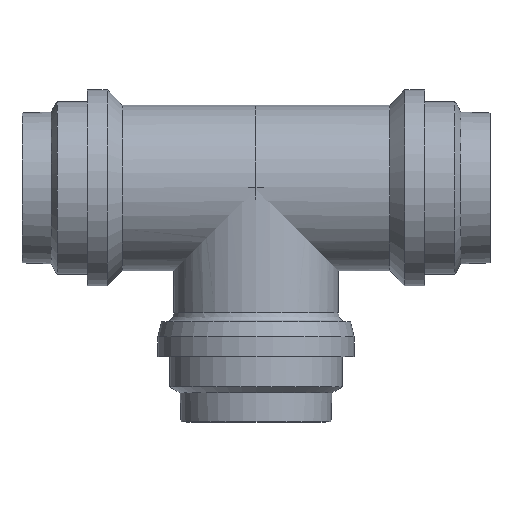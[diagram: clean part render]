
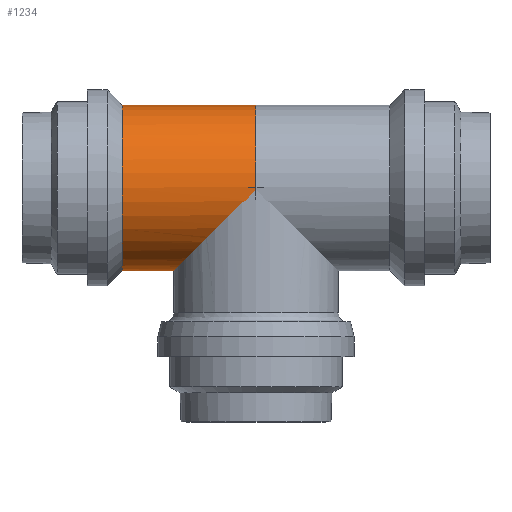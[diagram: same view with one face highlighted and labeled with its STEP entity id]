
A CAD part, top view. The second image highlights one B-rep face of the part: STEP entity #1234.
In plain terms, the highlighted cylindrical face has radius 70.792 mm (diameter 141.584 mm), a partial arc.
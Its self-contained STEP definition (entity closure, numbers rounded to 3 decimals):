
#106=B_SPLINE_CURVE_WITH_KNOTS('',3,(#2269,#2270,#2271,#2272,#2273,#2274,
#2275,#2276,#2277,#2278,#2279,#2280,#2281,#2282,#2283,#2284,#2285,#2286),
 .UNSPECIFIED.,.F.,.F.,(4,2,2,2,2,2,2,2,4),(-26.482,-25.393,
-24.304,-23.216,-22.127,-21.009,
-19.891,-18.773,-17.655),.UNSPECIFIED.);
#152=CYLINDRICAL_SURFACE('',#1341,70.792);
#206=FACE_OUTER_BOUND('',#280,.T.);
#280=EDGE_LOOP('',(#948,#949,#950,#951,#952));
#351=LINE('',#2243,#433);
#352=LINE('',#2265,#434);
#433=VECTOR('',#1592,304.8);
#434=VECTOR('',#1595,304.8);
#519=CIRCLE('',#1342,70.792);
#520=CIRCLE('',#1343,70.792);
#591=VERTEX_POINT('',#2239);
#592=VERTEX_POINT('',#2240);
#593=VERTEX_POINT('',#2242);
#595=VERTEX_POINT('',#2246);
#596=VERTEX_POINT('',#2268);
#711=EDGE_CURVE('',#592,#593,#351,.T.);
#714=EDGE_CURVE('',#595,#591,#352,.T.);
#715=EDGE_CURVE('',#592,#591,#519,.T.);
#716=EDGE_CURVE('',#595,#596,#106,.T.);
#717=EDGE_CURVE('',#596,#593,#520,.T.);
#948=ORIENTED_EDGE('',*,*,#711,.F.);
#949=ORIENTED_EDGE('',*,*,#715,.T.);
#950=ORIENTED_EDGE('',*,*,#714,.F.);
#951=ORIENTED_EDGE('',*,*,#716,.T.);
#952=ORIENTED_EDGE('',*,*,#717,.T.);
#1234=ADVANCED_FACE('',(#206),#152,.T.);
#1341=AXIS2_PLACEMENT_3D('',#2266,#1596,#1597);
#1342=AXIS2_PLACEMENT_3D('',#2267,#1598,#1599);
#1343=AXIS2_PLACEMENT_3D('',#2287,#1600,#1601);
#1592=DIRECTION('',(1.,0.,0.));
#1595=DIRECTION('',(-1.,0.,0.));
#1596=DIRECTION('center_axis',(1.,0.,0.));
#1597=DIRECTION('ref_axis',(0.,-1.,0.));
#1598=DIRECTION('center_axis',(1.,0.,0.));
#1599=DIRECTION('ref_axis',(0.,-1.,0.));
#1600=DIRECTION('center_axis',(-1.,0.,0.));
#1601=DIRECTION('ref_axis',(0.,-1.,0.));
#2239=CARTESIAN_POINT('',(-114.5,-70.792,0.));
#2240=CARTESIAN_POINT('',(-114.5,70.792,0.));
#2242=CARTESIAN_POINT('',(0.,70.792,0.));
#2243=CARTESIAN_POINT('',(-114.5,70.792,0.));
#2246=CARTESIAN_POINT('',(-55.,-70.792,0.));
#2265=CARTESIAN_POINT('',(-55.,-70.792,0.));
#2266=CARTESIAN_POINT('Origin',(-200.5,0.,0.));
#2267=CARTESIAN_POINT('Origin',(-114.5,0.,0.));
#2268=CARTESIAN_POINT('',(0.,-44.57,55.));
#2269=CARTESIAN_POINT('Ctrl Pts',(-55.,-70.792,0.));
#2270=CARTESIAN_POINT('Ctrl Pts',(-55.,-70.792,3.63));
#2271=CARTESIAN_POINT('Ctrl Pts',(-54.635,-70.507,7.332));
#2272=CARTESIAN_POINT('Ctrl Pts',(-53.157,-69.368,14.596));
#2273=CARTESIAN_POINT('Ctrl Pts',(-52.045,-68.515,18.158));
#2274=CARTESIAN_POINT('Ctrl Pts',(-49.178,-66.363,24.898));
#2275=CARTESIAN_POINT('Ctrl Pts',(-47.421,-65.064,28.085));
#2276=CARTESIAN_POINT('Ctrl Pts',(-43.441,-62.223,33.917));
#2277=CARTESIAN_POINT('Ctrl Pts',(-41.218,-60.683,36.563));
#2278=CARTESIAN_POINT('Ctrl Pts',(-36.501,-57.581,41.28));
#2279=CARTESIAN_POINT('Ctrl Pts',(-33.819,-55.897,43.517));
#2280=CARTESIAN_POINT('Ctrl Pts',(-27.981,-52.571,47.482));
#2281=CARTESIAN_POINT('Ctrl Pts',(-24.827,-50.93,49.211));
#2282=CARTESIAN_POINT('Ctrl Pts',(-18.173,-48.039,52.037));
#2283=CARTESIAN_POINT('Ctrl Pts',(-14.667,-46.79,53.136));
#2284=CARTESIAN_POINT('Ctrl Pts',(-7.445,-45.052,54.618));
#2285=CARTESIAN_POINT('Ctrl Pts',(-3.726,-44.57,55.));
#2286=CARTESIAN_POINT('Ctrl Pts',(0.,-44.57,55.));
#2287=CARTESIAN_POINT('Origin',(0.,0.,0.));
